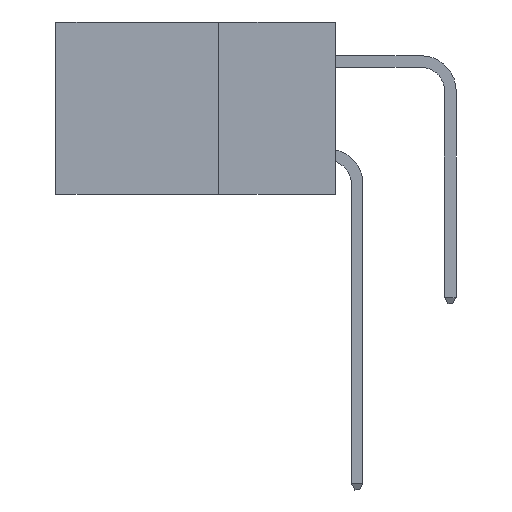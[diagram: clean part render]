
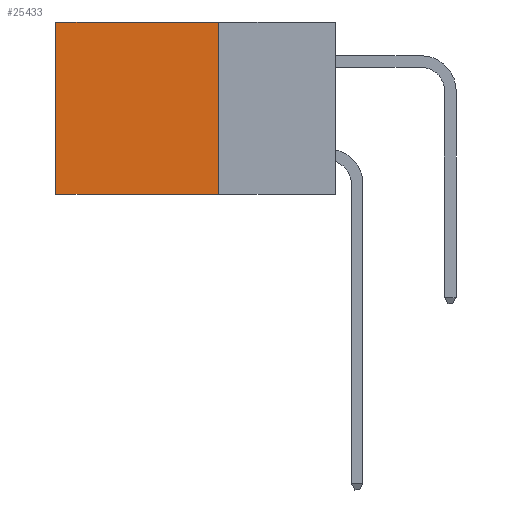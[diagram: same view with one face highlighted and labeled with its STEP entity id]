
A CAD part, left-side view. The second image highlights one B-rep face of the part: STEP entity #25433.
In plain terms, the highlighted planar face has unit normal (-1, 0, 0).
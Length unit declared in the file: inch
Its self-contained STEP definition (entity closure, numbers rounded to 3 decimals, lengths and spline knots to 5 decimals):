
#418 = EDGE_CURVE ( 'NONE', #6929, #25463, #2970, .T. ) ;
#1366 = DIRECTION ( 'NONE',  ( 0., 0., -1. ) ) ;
#1390 = EDGE_CURVE ( 'NONE', #26463, #6929, #22306, .T. ) ;
#2593 = ORIENTED_EDGE ( 'NONE', *, *, #418, .T. ) ;
#2970 = LINE ( 'NONE', #12083, #19491 ) ;
#4109 = LINE ( 'NONE', #16394, #8998 ) ;
#5766 = ORIENTED_EDGE ( 'NONE', *, *, #22827, .F. ) ;
#5828 = VECTOR ( 'NONE', #9026, 39.37008 ) ;
#6929 = VERTEX_POINT ( 'NONE', #24806 ) ;
#8998 = VECTOR ( 'NONE', #24516, 39.37008 ) ;
#9026 = DIRECTION ( 'NONE',  ( 0., 1., 0. ) ) ;
#9124 = CARTESIAN_POINT ( 'NONE',  ( 0.2875, 0.25, 0. ) ) ;
#9162 = CARTESIAN_POINT ( 'NONE',  ( 0.2875, 0.25, 0. ) ) ;
#9819 = CARTESIAN_POINT ( 'NONE',  ( 0.2875, 0.6, -0.37 ) ) ;
#11832 = CARTESIAN_POINT ( 'NONE',  ( 0.2875, 0.25, 0. ) ) ;
#12083 = CARTESIAN_POINT ( 'NONE',  ( 0.2875, 0.6, 0. ) ) ;
#12177 = EDGE_LOOP ( 'NONE', ( #2593, #5766, #17632, #18650 ) ) ;
#12260 = VECTOR ( 'NONE', #15325, 39.37008 ) ;
#12296 = CARTESIAN_POINT ( 'NONE',  ( 0.2875, 0.25, 0. ) ) ;
#12710 = DIRECTION ( 'NONE',  ( 0., 0., -1. ) ) ;
#13891 = DIRECTION ( 'NONE',  ( 1., 0., 0. ) ) ;
#15142 = VERTEX_POINT ( 'NONE', #24661 ) ;
#15325 = DIRECTION ( 'NONE',  ( 0., 0., -1. ) ) ;
#16394 = CARTESIAN_POINT ( 'NONE',  ( 0.2875, 0.25, -0.37 ) ) ;
#17632 = ORIENTED_EDGE ( 'NONE', *, *, #23146, .F. ) ;
#18645 = AXIS2_PLACEMENT_3D ( 'NONE', #11832, #13891, #1366 ) ;
#18650 = ORIENTED_EDGE ( 'NONE', *, *, #1390, .T. ) ;
#19491 = VECTOR ( 'NONE', #12710, 39.37008 ) ;
#20074 = FACE_OUTER_BOUND ( 'NONE', #12177, .T. ) ;
#22306 = LINE ( 'NONE', #9162, #5828 ) ;
#22827 = EDGE_CURVE ( 'NONE', #15142, #25463, #4109, .T. ) ;
#23146 = EDGE_CURVE ( 'NONE', #26463, #15142, #23157, .T. ) ;
#23157 = LINE ( 'NONE', #9124, #12260 ) ;
#24098 = PLANE ( 'NONE',  #18645 ) ;
#24516 = DIRECTION ( 'NONE',  ( 0., 1., 0. ) ) ;
#24661 = CARTESIAN_POINT ( 'NONE',  ( 0.2875, 0.25, -0.37 ) ) ;
#24806 = CARTESIAN_POINT ( 'NONE',  ( 0.2875, 0.6, 0. ) ) ;
#25433 = ADVANCED_FACE ( 'NONE', ( #20074 ), #24098, .F. ) ;
#25463 = VERTEX_POINT ( 'NONE', #9819 ) ;
#26463 = VERTEX_POINT ( 'NONE', #12296 ) ;
